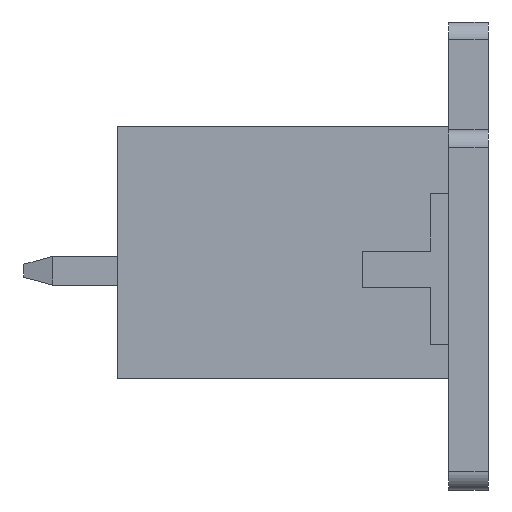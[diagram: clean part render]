
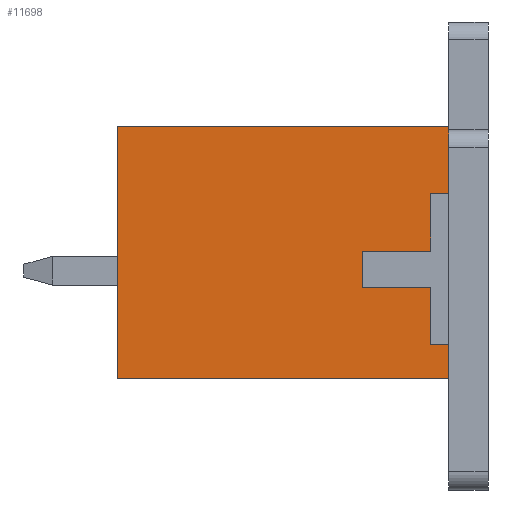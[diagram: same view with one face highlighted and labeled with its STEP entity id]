
A CAD part, left-side view. The second image highlights one B-rep face of the part: STEP entity #11698.
In plain terms, the highlighted planar face has unit normal (-1, 0, 0).
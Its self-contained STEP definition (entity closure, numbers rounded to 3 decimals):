
#306=ORIENTED_EDGE('',*,*,#3753,.F.);
#307=ORIENTED_EDGE('',*,*,#3754,.F.);
#308=ORIENTED_EDGE('',*,*,#3755,.F.);
#309=ORIENTED_EDGE('',*,*,#3756,.F.);
#310=ORIENTED_EDGE('',*,*,#3757,.F.);
#311=ORIENTED_EDGE('',*,*,#3758,.F.);
#312=ORIENTED_EDGE('',*,*,#3759,.F.);
#313=ORIENTED_EDGE('',*,*,#3760,.T.);
#314=ORIENTED_EDGE('',*,*,#3761,.F.);
#315=ORIENTED_EDGE('',*,*,#3762,.F.);
#316=ORIENTED_EDGE('',*,*,#3763,.T.);
#317=ORIENTED_EDGE('',*,*,#3764,.T.);
#3753=EDGE_CURVE('',#5476,#5477,#6627,.T.);
#3754=EDGE_CURVE('',#5478,#5476,#6628,.T.);
#3755=EDGE_CURVE('',#5479,#5478,#6629,.T.);
#3756=EDGE_CURVE('',#5480,#5479,#6630,.T.);
#3757=EDGE_CURVE('',#5481,#5480,#6631,.T.);
#3758=EDGE_CURVE('',#5482,#5481,#6632,.T.);
#3759=EDGE_CURVE('',#5483,#5482,#6633,.T.);
#3760=EDGE_CURVE('',#5483,#5484,#6634,.T.);
#3761=EDGE_CURVE('',#5485,#5484,#6635,.T.);
#3762=EDGE_CURVE('',#5486,#5485,#6636,.T.);
#3763=EDGE_CURVE('',#5486,#5487,#6637,.T.);
#3764=EDGE_CURVE('',#5487,#5477,#6638,.T.);
#5476=VERTEX_POINT('',#16254);
#5477=VERTEX_POINT('',#16255);
#5478=VERTEX_POINT('',#16257);
#5479=VERTEX_POINT('',#16259);
#5480=VERTEX_POINT('',#16261);
#5481=VERTEX_POINT('',#16263);
#5482=VERTEX_POINT('',#16265);
#5483=VERTEX_POINT('',#16267);
#5484=VERTEX_POINT('',#16269);
#5485=VERTEX_POINT('',#16271);
#5486=VERTEX_POINT('',#16273);
#5487=VERTEX_POINT('',#16275);
#6627=LINE('',#16253,#8215);
#6628=LINE('',#16256,#8216);
#6629=LINE('',#16258,#8217);
#6630=LINE('',#16260,#8218);
#6631=LINE('',#16262,#8219);
#6632=LINE('',#16264,#8220);
#6633=LINE('',#16266,#8221);
#6634=LINE('',#16268,#8222);
#6635=LINE('',#16270,#8223);
#6636=LINE('',#16272,#8224);
#6637=LINE('',#16274,#8225);
#6638=LINE('',#16276,#8226);
#8215=VECTOR('',#13137,1000.);
#8216=VECTOR('',#13138,1000.);
#8217=VECTOR('',#13139,1000.);
#8218=VECTOR('',#13140,1000.);
#8219=VECTOR('',#13141,1000.);
#8220=VECTOR('',#13142,1000.);
#8221=VECTOR('',#13143,1000.);
#8222=VECTOR('',#13144,1000.);
#8223=VECTOR('',#13145,1000.);
#8224=VECTOR('',#13146,1000.);
#8225=VECTOR('',#13147,1000.);
#8226=VECTOR('',#13148,1000.);
#9788=EDGE_LOOP('',(#306,#307,#308,#309,#310,#311,#312,#313,#314,#315,#316,
#317));
#10468=FACE_BOUND('',#9788,.T.);
#11148=PLANE('',#12342);
#11698=ADVANCED_FACE('',(#10468),#11148,.F.);
#12342=AXIS2_PLACEMENT_3D('',#16252,#13135,#13136);
#13135=DIRECTION('',(1.,0.,0.));
#13136=DIRECTION('',(0.,0.,-1.));
#13137=DIRECTION('',(0.,-1.,0.));
#13138=DIRECTION('',(0.,0.,-1.));
#13139=DIRECTION('',(0.,-1.,0.));
#13140=DIRECTION('',(0.,0.,-1.));
#13141=DIRECTION('',(0.,1.,0.));
#13142=DIRECTION('',(0.,0.,-1.));
#13143=DIRECTION('',(0.,1.,0.));
#13144=DIRECTION('',(0.,0.,1.));
#13145=DIRECTION('',(0.,-1.,0.));
#13146=DIRECTION('',(0.,0.,1.));
#13147=DIRECTION('',(0.,-1.,0.));
#13148=DIRECTION('',(0.,0.,1.));
#16252=CARTESIAN_POINT('',(-19.445,9.2,-3.5));
#16253=CARTESIAN_POINT('',(-19.445,0.5,-2.55));
#16254=CARTESIAN_POINT('',(-19.445,0.5,-2.55));
#16255=CARTESIAN_POINT('',(-19.445,0.,-2.55));
#16256=CARTESIAN_POINT('',(-19.445,0.5,-0.95));
#16257=CARTESIAN_POINT('',(-19.445,0.5,-0.95));
#16258=CARTESIAN_POINT('',(-19.445,2.4,-0.95));
#16259=CARTESIAN_POINT('',(-19.445,2.4,-0.95));
#16260=CARTESIAN_POINT('',(-19.445,2.4,0.05));
#16261=CARTESIAN_POINT('',(-19.445,2.4,0.05));
#16262=CARTESIAN_POINT('',(-19.445,0.5,0.05));
#16263=CARTESIAN_POINT('',(-19.445,0.5,0.05));
#16264=CARTESIAN_POINT('',(-19.445,0.5,1.65));
#16265=CARTESIAN_POINT('',(-19.445,0.5,1.65));
#16266=CARTESIAN_POINT('',(-19.445,0.,1.65));
#16267=CARTESIAN_POINT('',(-19.445,0.,1.65));
#16268=CARTESIAN_POINT('',(-19.445,0.,-3.5));
#16269=CARTESIAN_POINT('',(-19.445,0.,3.5));
#16270=CARTESIAN_POINT('',(-19.445,9.2,3.5));
#16271=CARTESIAN_POINT('',(-19.445,9.2,3.5));
#16272=CARTESIAN_POINT('',(-19.445,9.2,-3.5));
#16273=CARTESIAN_POINT('',(-19.445,9.2,-3.5));
#16274=CARTESIAN_POINT('',(-19.445,9.2,-3.5));
#16275=CARTESIAN_POINT('',(-19.445,0.,-3.5));
#16276=CARTESIAN_POINT('',(-19.445,0.,-3.5));
